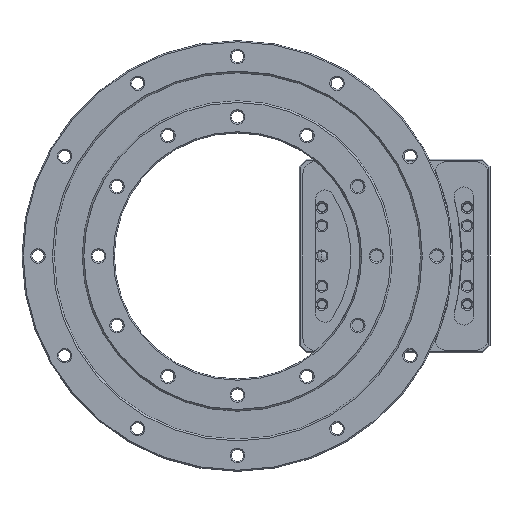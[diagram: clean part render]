
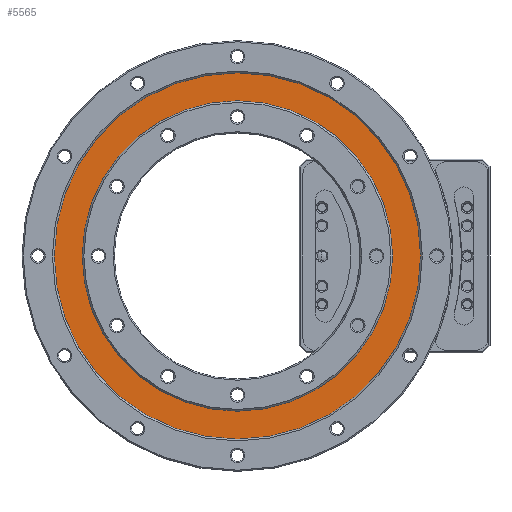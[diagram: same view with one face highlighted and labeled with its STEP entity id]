
A CAD part, front view. The second image highlights one B-rep face of the part: STEP entity #5565.
In plain terms, the highlighted planar face has unit normal (0, -1, 0).
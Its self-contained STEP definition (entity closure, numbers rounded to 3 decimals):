
#2298=PLANE('',#15744);
#2664=FACE_BOUND('',#7157,.T.);
#2665=FACE_BOUND('',#7158,.T.);
#5565=ADVANCED_FACE('',(#2664,#2665),#2298,.F.);
#7157=EDGE_LOOP('',(#8505,#8506));
#7158=EDGE_LOOP('',(#8507,#8508));
#8505=ORIENTED_EDGE('',*,*,#13372,.F.);
#8506=ORIENTED_EDGE('',*,*,#13330,.F.);
#8507=ORIENTED_EDGE('',*,*,#13373,.T.);
#8508=ORIENTED_EDGE('',*,*,#13324,.T.);
#12063=VERTEX_POINT('',#21245);
#12064=VERTEX_POINT('',#21246);
#12069=VERTEX_POINT('',#21257);
#12070=VERTEX_POINT('',#21259);
#13324=EDGE_CURVE('',#12063,#12064,#14992,.T.);
#13330=EDGE_CURVE('',#12069,#12070,#14995,.T.);
#13372=EDGE_CURVE('',#12070,#12069,#15036,.T.);
#13373=EDGE_CURVE('',#12064,#12063,#15037,.T.);
#14992=CIRCLE('',#15693,75.8);
#14995=CIRCLE('',#15697,64.2);
#15036=CIRCLE('',#15741,64.2);
#15037=CIRCLE('',#15743,75.8);
#15693=AXIS2_PLACEMENT_3D('',#21244,#17499,#17500);
#15697=AXIS2_PLACEMENT_3D('',#21258,#17510,#17511);
#15741=AXIS2_PLACEMENT_3D('',#21304,#17599,#17600);
#15743=AXIS2_PLACEMENT_3D('',#21306,#17603,#17604);
#15744=AXIS2_PLACEMENT_3D('',#21307,#17605,#17606);
#17499=DIRECTION('',(0.,-1.,0.));
#17500=DIRECTION('',(0.,0.,-1.));
#17510=DIRECTION('',(0.,-1.,0.));
#17511=DIRECTION('',(0.,0.,-1.));
#17599=DIRECTION('',(0.,-1.,0.));
#17600=DIRECTION('',(0.,0.,-1.));
#17603=DIRECTION('',(0.,-1.,0.));
#17604=DIRECTION('',(0.,0.,-1.));
#17605=DIRECTION('',(0.,1.,0.));
#17606=DIRECTION('',(0.,0.,-1.));
#21244=CARTESIAN_POINT('',(0.,0.7,0.));
#21245=CARTESIAN_POINT('',(0.,0.7,75.8));
#21246=CARTESIAN_POINT('',(0.,0.7,-75.8));
#21257=CARTESIAN_POINT('',(0.,0.7,-64.2));
#21258=CARTESIAN_POINT('',(0.,0.7,0.));
#21259=CARTESIAN_POINT('',(0.,0.7,64.2));
#21304=CARTESIAN_POINT('',(0.,0.7,0.));
#21306=CARTESIAN_POINT('',(0.,0.7,0.));
#21307=CARTESIAN_POINT('',(-75.8,0.7,0.));
